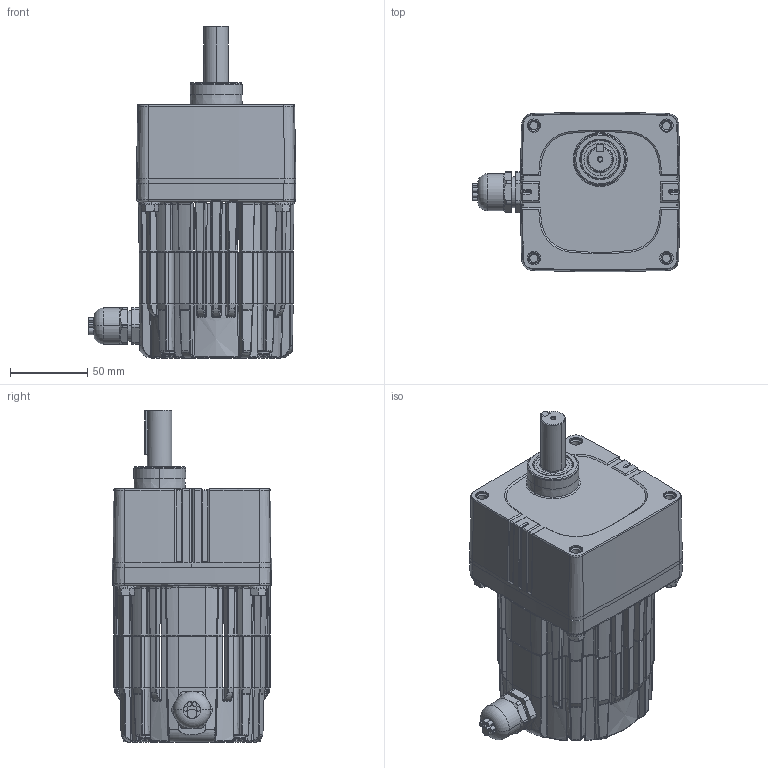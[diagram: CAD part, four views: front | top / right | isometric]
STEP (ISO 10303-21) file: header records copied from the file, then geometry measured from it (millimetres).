
FILE_DESCRIPTION (( 'STEP AP203' ), '1' );
FILE_NAME ('INFM0258.STEP', '2013-06-21T03:41:51', ( '' ), ( '' ), 'SwSTEP 2.0', 'SolidWorks 2012', '' );
FILE_SCHEMA (( 'CONFIG_CONTROL_DESIGN' ));
Length unit declared in the file: inch
Products named in the file (1): INFM0258
Bounding box: 134.37 x 102.94 x 214.71 mm (x, y, z)
Surface area: 103233.5 mm2 (no closed solid volume)
Topology: 0 solids, 28 shells, 1474 faces, 4189 edges, 2644 vertices
Faces by surface type: bspline 520, cylinder 295, plane 293, torus 178, cone 175, sphere 13
Entity records: 61152 total; most frequent: CARTESIAN_POINT 27829, ORIENTED_EDGE 7136, DIRECTION 6192, EDGE_CURVE 4151, AXIS2_PLACEMENT_3D 2647, VERTEX_POINT 2644, CIRCLE 1692, EDGE_LOOP 1511
